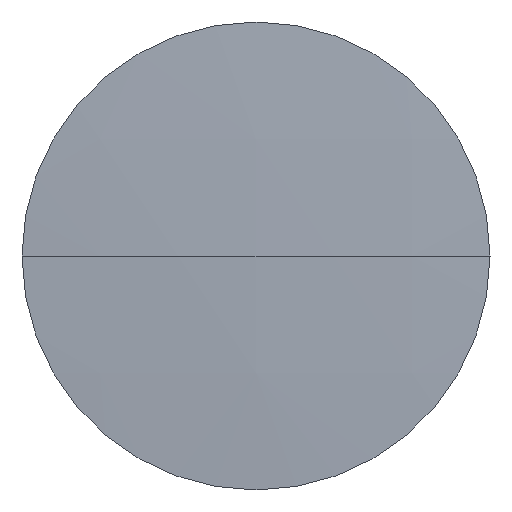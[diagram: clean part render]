
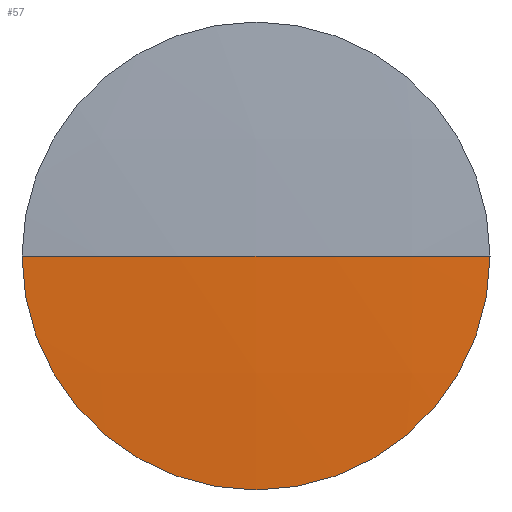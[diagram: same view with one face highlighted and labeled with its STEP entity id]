
A CAD part, left-side view. The second image highlights one B-rep face of the part: STEP entity #57.
In plain terms, the highlighted spherical face has radius 225 mm.
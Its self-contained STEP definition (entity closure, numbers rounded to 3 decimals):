
#6 = CIRCLE ( 'NONE', #117, 225. ) ;
#8 = DIRECTION ( 'NONE',  ( 0., 0., -1. ) ) ;
#16 = AXIS2_PLACEMENT_3D ( 'NONE', #127, #26, #36 ) ;
#23 = SPHERICAL_SURFACE ( 'NONE', #102, 225. ) ;
#26 = DIRECTION ( 'NONE',  ( 0., 0., 1. ) ) ;
#27 = EDGE_CURVE ( 'NONE', #177, #52, #91, .T. ) ;
#29 = ORIENTED_EDGE ( 'NONE', *, *, #27, .T. ) ;
#30 = EDGE_CURVE ( 'NONE', #52, #32, #6, .T. ) ;
#32 = VERTEX_POINT ( 'NONE', #176 ) ;
#35 = DIRECTION ( 'NONE',  ( 0., -1., 0. ) ) ;
#36 = DIRECTION ( 'NONE',  ( 1., 0., 0. ) ) ;
#51 = EDGE_CURVE ( 'NONE', #177, #32, #111, .T. ) ;
#52 = VERTEX_POINT ( 'NONE', #124 ) ;
#57 = ADVANCED_FACE ( 'NONE', ( #71 ), #23, .T. ) ;
#71 = FACE_OUTER_BOUND ( 'NONE', #145, .T. ) ;
#77 = CARTESIAN_POINT ( 'NONE',  ( 122.96, 65.217, 0. ) ) ;
#91 = CIRCLE ( 'NONE', #105, 12.5 ) ;
#92 = DIRECTION ( 'NONE',  ( -1., 0., 0. ) ) ;
#102 = AXIS2_PLACEMENT_3D ( 'NONE', #186, #8, #175 ) ;
#105 = AXIS2_PLACEMENT_3D ( 'NONE', #77, #92, #35 ) ;
#109 = CARTESIAN_POINT ( 'NONE',  ( 347.612, 65.217, 0. ) ) ;
#111 = CIRCLE ( 'NONE', #16, 225. ) ;
#117 = AXIS2_PLACEMENT_3D ( 'NONE', #109, #143, #142 ) ;
#119 = ORIENTED_EDGE ( 'NONE', *, *, #51, .F. ) ;
#124 = CARTESIAN_POINT ( 'NONE',  ( 122.96, 52.717, 0. ) ) ;
#127 = CARTESIAN_POINT ( 'NONE',  ( 347.612, 65.217, 0. ) ) ;
#128 = CARTESIAN_POINT ( 'NONE',  ( 122.96, 77.717, 0. ) ) ;
#142 = DIRECTION ( 'NONE',  ( 0., 1., 0. ) ) ;
#143 = DIRECTION ( 'NONE',  ( 0., 0., -1. ) ) ;
#145 = EDGE_LOOP ( 'NONE', ( #29, #147, #119 ) ) ;
#147 = ORIENTED_EDGE ( 'NONE', *, *, #30, .T. ) ;
#175 = DIRECTION ( 'NONE',  ( 0., 1., 0. ) ) ;
#176 = CARTESIAN_POINT ( 'NONE',  ( 122.612, 65.217, 0. ) ) ;
#177 = VERTEX_POINT ( 'NONE', #128 ) ;
#186 = CARTESIAN_POINT ( 'NONE',  ( 347.612, 65.217, 0. ) ) ;
